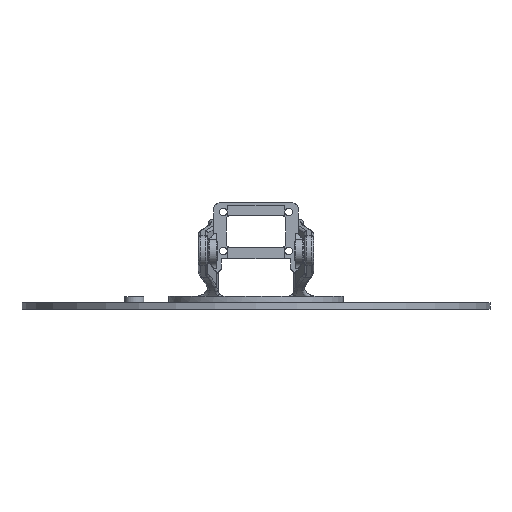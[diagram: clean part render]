
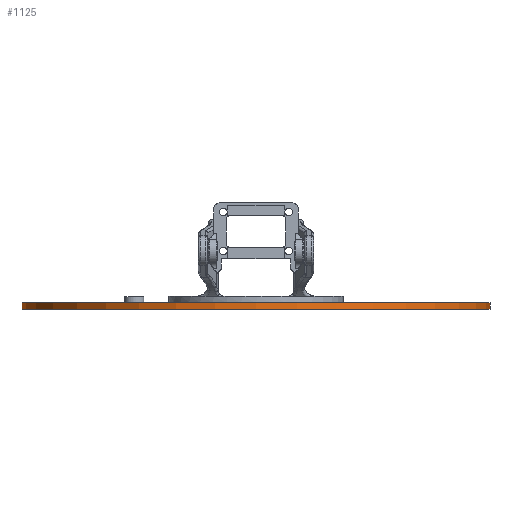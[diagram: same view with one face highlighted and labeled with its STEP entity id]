
A CAD part, front view. The second image highlights one B-rep face of the part: STEP entity #1125.
In plain terms, the highlighted cylindrical face has radius 75 mm (diameter 150 mm), a full revolution.
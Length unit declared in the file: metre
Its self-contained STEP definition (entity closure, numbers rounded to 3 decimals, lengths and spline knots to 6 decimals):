
#1125 = ADVANCED_FACE( '', ( #2672, #2673 ), #2674, .T. );
#2672 = FACE_OUTER_BOUND( '', #6201, .T. );
#2673 = FACE_OUTER_BOUND( '', #6202, .T. );
#2674 = CYLINDRICAL_SURFACE( '', #6203, 0.075 );
#6201 = EDGE_LOOP( '', ( #10791 ) );
#6202 = EDGE_LOOP( '', ( #10792 ) );
#6203 = AXIS2_PLACEMENT_3D( '', #10793, #10794, #10795 );
#10791 = ORIENTED_EDGE( '', *, *, #15428, .F. );
#10792 = ORIENTED_EDGE( '', *, *, #15429, .T. );
#10793 = CARTESIAN_POINT( '', ( 0., 0.037882, -0.0042 ) );
#10794 = DIRECTION( '', ( 0., 0., -1. ) );
#10795 = DIRECTION( '', ( 1., 0., 0. ) );
#15428 = EDGE_CURVE( '', #18532, #18532, #18533, .T. );
#15429 = EDGE_CURVE( '', #18534, #18534, #18535, .T. );
#18532 = VERTEX_POINT( '', #23342 );
#18533 = CIRCLE( '', #23343, 0.075 );
#18534 = VERTEX_POINT( '', #23344 );
#18535 = CIRCLE( '', #23345, 0.075 );
#23342 = CARTESIAN_POINT( '', ( 0.075, 0.037917, -0.0042 ) );
#23343 = AXIS2_PLACEMENT_3D( '', #27103, #27104, #27105 );
#23344 = CARTESIAN_POINT( '', ( 0.075, 0.037917, -0.0021 ) );
#23345 = AXIS2_PLACEMENT_3D( '', #27106, #27107, #27108 );
#27103 = CARTESIAN_POINT( '', ( 0., 0.037882, -0.0042 ) );
#27104 = DIRECTION( '', ( 0., 0., -1. ) );
#27105 = DIRECTION( '', ( 1., 0., 0. ) );
#27106 = CARTESIAN_POINT( '', ( 0., 0.037882, -0.0021 ) );
#27107 = DIRECTION( '', ( 0., 0., -1. ) );
#27108 = DIRECTION( '', ( 1., 0., 0. ) );
